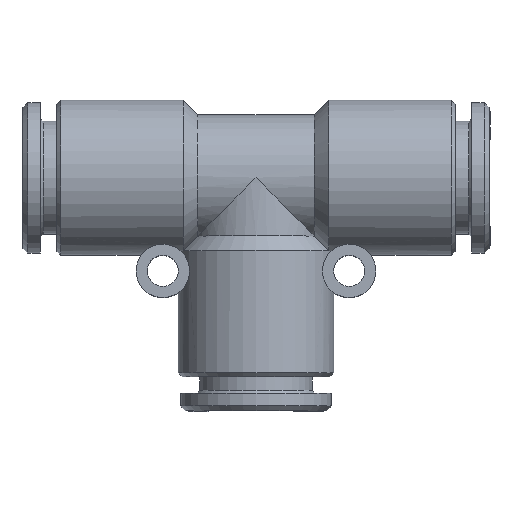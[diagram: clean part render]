
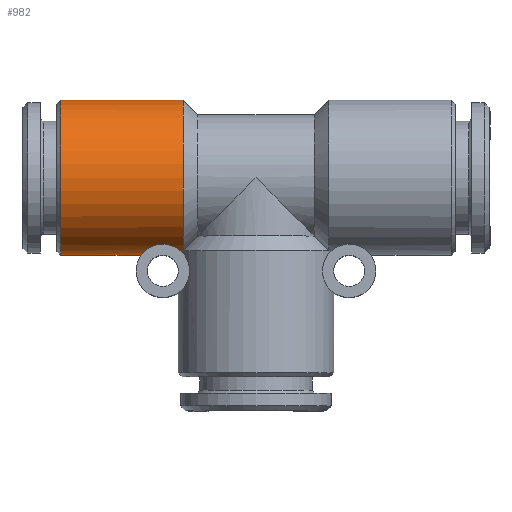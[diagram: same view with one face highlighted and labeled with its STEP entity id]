
A CAD part, top view. The second image highlights one B-rep face of the part: STEP entity #982.
In plain terms, the highlighted cylindrical face has radius 8 mm (diameter 16 mm), a full revolution.
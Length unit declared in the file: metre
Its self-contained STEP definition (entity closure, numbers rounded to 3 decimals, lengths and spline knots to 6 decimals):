
#982 = ADVANCED_FACE( 'NONE', ( #2144, #2145 ), #2146, .T. );
#2144 = FACE_OUTER_BOUND( '', #6437, .T. );
#2145 = FACE_OUTER_BOUND( '', #6438, .T. );
#2146 = CYLINDRICAL_SURFACE( '', #6439, 0.008 );
#6437 = EDGE_LOOP( '', ( #10519, #10520, #10521, #10522 ) );
#6438 = EDGE_LOOP( '', ( #10523 ) );
#6439 = AXIS2_PLACEMENT_3D( '', #10524, #10525, #10526 );
#10519 = ORIENTED_EDGE( '', *, *, #12076, .F. );
#10520 = ORIENTED_EDGE( '', *, *, #12457, .T. );
#10521 = ORIENTED_EDGE( '', *, *, #12436, .F. );
#10522 = ORIENTED_EDGE( '', *, *, #12456, .T. );
#10523 = ORIENTED_EDGE( '', *, *, #12480, .T. );
#10524 = CARTESIAN_POINT( '', ( 0.021146, 0., 0. ) );
#10525 = DIRECTION( '', ( -1., 0., 0. ) );
#10526 = DIRECTION( '', ( 0., 0., 1. ) );
#12076 = EDGE_CURVE( 'NONE', #13941, #13829, #13943, .T. );
#12436 = EDGE_CURVE( 'NONE', #14420, #14415, #14422, .T. );
#12456 = EDGE_CURVE( 'NONE', #14420, #13829, #14443, .T. );
#12457 = EDGE_CURVE( 'NONE', #13941, #14415, #14444, .T. );
#12480 = EDGE_CURVE( 'NONE', #14469, #14469, #14470, .T. );
#13829 = VERTEX_POINT( 'NONE', #18965 );
#13941 = VERTEX_POINT( 'NONE', #19406 );
#13943 = CIRCLE( '', #19411, 0.008 );
#14415 = VERTEX_POINT( 'NONE', #21123 );
#14420 = VERTEX_POINT( 'NONE', #21169 );
#14422 = B_SPLINE_CURVE_WITH_KNOTS( '', 3, ( #21185, #21186, #21187, #21188, #21189, #21190, #21191, #21192, #21193, #21194, #21195, #21196, #21197, #21198, #21199, #21200, #21201, #21202, #21203, #21204, #21205, #21206, #21207, #21208, #21209, #21210, #21211, #21212, #21213, #21214, #21215, #21216, #21217, #21218 ), .UNSPECIFIED., .F., .F., ( 4, 1, 1, 1, 1, 1, 1, 1, 1, 1, 1, 1, 1, 1, 1, 1, 1, 1, 1, 1, 1, 1, 1, 1, 1, 1, 1, 1, 1, 1, 1, 4 ), ( 0., 0.013195, 0.026026, 0.038526, 0.050727, 0.062667, 0.095168, 0.125136, 0.157072, 0.187842, 0.203363, 0.219346, 0.250837, 0.280968, 0.313588, 0.376064, 0.438287, 0.500834, 0.562884, 0.624905, 0.687315, 0.719849, 0.749912, 0.78214, 0.812482, 0.84318, 0.875061, 0.905032, 0.937547, 0.957521, 0.978287, 1. ), .UNSPECIFIED. );
#14443 = ( BOUNDED_CURVE(  )B_SPLINE_CURVE( 3, ( #21277, #21278, #21279, #21280 ), .UNSPECIFIED., .F., .F. )B_SPLINE_CURVE_WITH_KNOTS( ( 4, 4 ), ( 3.436146, 3.497014 ), .UNSPECIFIED. )CURVE(  )GEOMETRIC_REPRESENTATION_ITEM(  )RATIONAL_B_SPLINE_CURVE( ( 1., 1., 1., 1. ) )REPRESENTATION_ITEM( '' ) );
#14444 = ( BOUNDED_CURVE(  )B_SPLINE_CURVE( 3, ( #21288, #21289, #21290, #21291 ), .UNSPECIFIED., .F., .F. )B_SPLINE_CURVE_WITH_KNOTS( ( 4, 4 ), ( 2.786171, 2.84704 ), .UNSPECIFIED. )CURVE(  )GEOMETRIC_REPRESENTATION_ITEM(  )RATIONAL_B_SPLINE_CURVE( ( 1., 1., 1., 1. ) )REPRESENTATION_ITEM( '' ) );
#14469 = VERTEX_POINT( '', #21417 );
#14470 = CIRCLE( '', #21418, 0.008 );
#18965 = CARTESIAN_POINT( '', ( -0.0075, -0.0075, 0.002784 ) );
#19406 = CARTESIAN_POINT( '', ( -0.0075, -0.0075, -0.002784 ) );
#19411 = AXIS2_PLACEMENT_3D( '', #22342, #22343, #22344 );
#21123 = CARTESIAN_POINT( '', ( -0.007655, -0.007655, -0.002322 ) );
#21169 = CARTESIAN_POINT( '', ( -0.007655, -0.007655, 0.002322 ) );
#21185 = CARTESIAN_POINT( '', ( -0.007655, -0.007655, 0.002322 ) );
#21186 = CARTESIAN_POINT( '', ( -0.007677, -0.007635, 0.002389 ) );
#21187 = CARTESIAN_POINT( '', ( -0.007719, -0.007593, 0.002522 ) );
#21188 = CARTESIAN_POINT( '', ( -0.007792, -0.007527, 0.002712 ) );
#21189 = CARTESIAN_POINT( '', ( -0.007872, -0.00746, 0.002892 ) );
#21190 = CARTESIAN_POINT( '', ( -0.00796, -0.007391, 0.003062 ) );
#21191 = CARTESIAN_POINT( '', ( -0.008112, -0.007283, 0.003315 ) );
#21192 = CARTESIAN_POINT( '', ( -0.008355, -0.007138, 0.003621 ) );
#21193 = CARTESIAN_POINT( '', ( -0.008752, -0.006971, 0.003928 ) );
#21194 = CARTESIAN_POINT( '', ( -0.009227, -0.006859, 0.00412 ) );
#21195 = CARTESIAN_POINT( '', ( -0.009671, -0.006841, 0.004147 ) );
#21196 = CARTESIAN_POINT( '', ( -0.010012, -0.006877, 0.004087 ) );
#21197 = CARTESIAN_POINT( '', ( -0.010339, -0.006942, 0.003976 ) );
#21198 = CARTESIAN_POINT( '', ( -0.010696, -0.007067, 0.003756 ) );
#21199 = CARTESIAN_POINT( '', ( -0.011038, -0.007247, 0.003398 ) );
#21200 = CARTESIAN_POINT( '', ( -0.011383, -0.00749, 0.002841 ) );
#21201 = CARTESIAN_POINT( '', ( -0.011651, -0.007758, 0.002042 ) );
#21202 = CARTESIAN_POINT( '', ( -0.011806, -0.007956, 0.001029 ) );
#21203 = CARTESIAN_POINT( '', ( -0.011852, -0.008023, -0.00001 ) );
#21204 = CARTESIAN_POINT( '', ( -0.011804, -0.007953, -0.001048 ) );
#21205 = CARTESIAN_POINT( '', ( -0.011647, -0.007754, -0.002057 ) );
#21206 = CARTESIAN_POINT( '', ( -0.011378, -0.007486, -0.002852 ) );
#21207 = CARTESIAN_POINT( '', ( -0.011031, -0.007243, -0.003407 ) );
#21208 = CARTESIAN_POINT( '', ( -0.010685, -0.007061, -0.003765 ) );
#21209 = CARTESIAN_POINT( '', ( -0.010257, -0.006915, -0.004027 ) );
#21210 = CARTESIAN_POINT( '', ( -0.00975, -0.006838, -0.004152 ) );
#21211 = CARTESIAN_POINT( '', ( -0.009224, -0.006859, -0.004119 ) );
#21212 = CARTESIAN_POINT( '', ( -0.008749, -0.006972, -0.003927 ) );
#21213 = CARTESIAN_POINT( '', ( -0.008353, -0.007139, -0.003619 ) );
#21214 = CARTESIAN_POINT( '', ( -0.008084, -0.0073, -0.00328 ) );
#21215 = CARTESIAN_POINT( '', ( -0.007895, -0.007439, -0.002947 ) );
#21216 = CARTESIAN_POINT( '', ( -0.007761, -0.007553, -0.002647 ) );
#21217 = CARTESIAN_POINT( '', ( -0.007691, -0.007621, -0.002432 ) );
#21218 = CARTESIAN_POINT( '', ( -0.007655, -0.007655, -0.002322 ) );
#21277 = CARTESIAN_POINT( '', ( -0.007655, -0.007655, 0.002322 ) );
#21278 = CARTESIAN_POINT( '', ( -0.007608, -0.007608, 0.002478 ) );
#21279 = CARTESIAN_POINT( '', ( -0.007556, -0.007556, 0.002632 ) );
#21280 = CARTESIAN_POINT( '', ( -0.0075, -0.0075, 0.002784 ) );
#21288 = CARTESIAN_POINT( '', ( -0.0075, -0.0075, -0.002784 ) );
#21289 = CARTESIAN_POINT( '', ( -0.007556, -0.007556, -0.002632 ) );
#21290 = CARTESIAN_POINT( '', ( -0.007608, -0.007608, -0.002478 ) );
#21291 = CARTESIAN_POINT( '', ( -0.007655, -0.007655, -0.002322 ) );
#21417 = CARTESIAN_POINT( '', ( -0.0201, 0., 0.008 ) );
#21418 = AXIS2_PLACEMENT_3D( '', #22586, #22587, #22588 );
#22342 = CARTESIAN_POINT( '', ( -0.0075, 0., 0. ) );
#22343 = DIRECTION( '', ( 1., 0., 0. ) );
#22344 = DIRECTION( '', ( 0., 0., 1. ) );
#22586 = CARTESIAN_POINT( '', ( -0.0201, 0., 0. ) );
#22587 = DIRECTION( '', ( 1., 0., 0. ) );
#22588 = DIRECTION( '', ( 0., 0., 1. ) );
